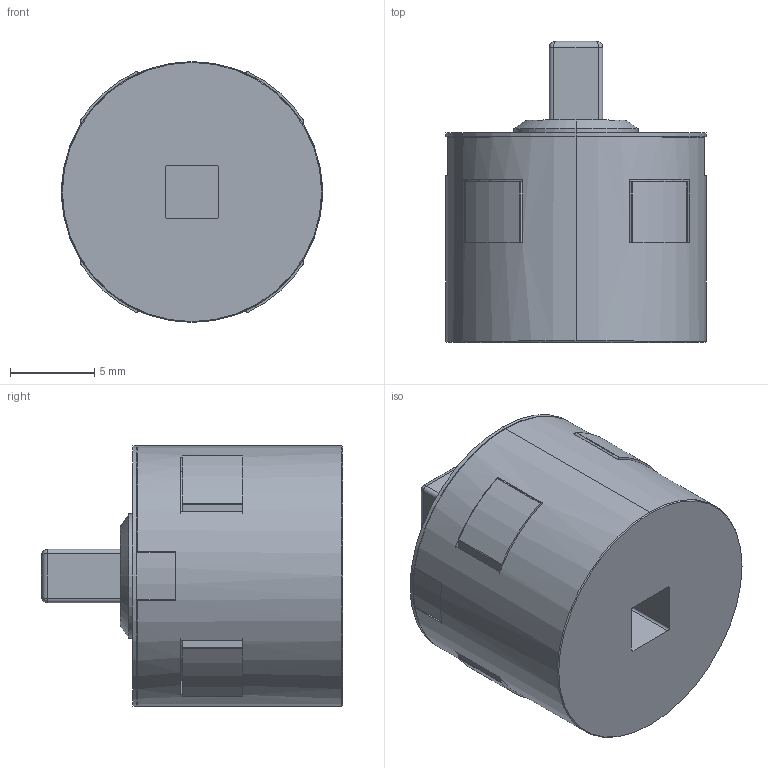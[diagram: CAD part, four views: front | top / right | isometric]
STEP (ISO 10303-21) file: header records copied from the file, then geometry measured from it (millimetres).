
FILE_DESCRIPTION (( 'STEP AP203' ), '1' );
FILE_NAME ('CLUTCH.STEP', '2007-08-26T01:09:24', ( 'Innovation First, Inc.' ), ( 'Innovation First, Inc.' ), 'SwSTEP 2.0', 'SolidWorks 2006052', '' );
FILE_SCHEMA (( 'CONFIG_CONTROL_DESIGN' ));
Length unit declared in the file: inch
Products named in the file (1): CLUTCH
Bounding box: 15.49 x 17.88 x 15.49 mm (x, y, z)
Volume: 2371.3 mm3; surface area: 1468.1 mm2
Topology: 2 solids, 2 shells, 114 faces, 286 edges, 180 vertices
Faces by surface type: plane 62, cylinder 44, cone 4, bspline 4
Entity records: 4435 total; most frequent: CARTESIAN_POINT 1585, DIRECTION 608, ORIENTED_EDGE 564, EDGE_CURVE 282, AXIS2_PLACEMENT_3D 223, VERTEX_POINT 180, LINE 162, VECTOR 162
